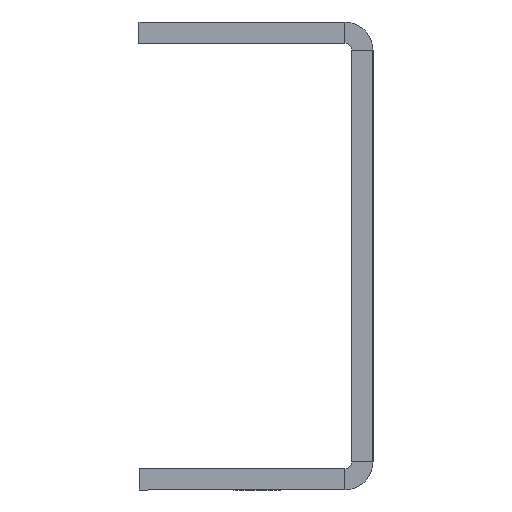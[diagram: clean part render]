
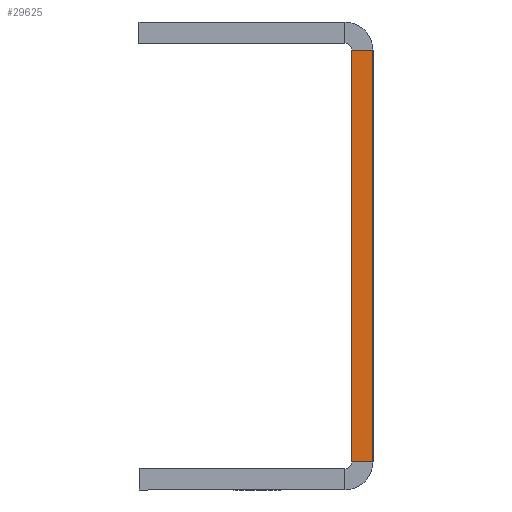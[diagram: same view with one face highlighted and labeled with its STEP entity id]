
A CAD part, left-side view. The second image highlights one B-rep face of the part: STEP entity #29625.
In plain terms, the highlighted planar face has unit normal (-1, 0, 0).
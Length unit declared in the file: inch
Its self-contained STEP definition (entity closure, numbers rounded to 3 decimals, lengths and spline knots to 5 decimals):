
#714 = LINE ( 'NONE', #33062, #26576 ) ;
#1081 = EDGE_CURVE ( 'NONE', #16471, #19460, #10165, .T. ) ;
#1115 = DIRECTION ( 'NONE',  ( 1., 0., 0. ) ) ;
#3442 = VERTEX_POINT ( 'NONE', #15573 ) ;
#3947 = EDGE_LOOP ( 'NONE', ( #27613, #24687, #30446, #14778 ) ) ;
#7334 = DIRECTION ( 'NONE',  ( 0., -1., 0. ) ) ;
#7622 = LINE ( 'NONE', #29020, #28143 ) ;
#8832 = CARTESIAN_POINT ( 'NONE',  ( -23.5, 0.09, -0.88 ) ) ;
#8996 = CARTESIAN_POINT ( 'NONE',  ( -23.5, 0.09, -0.88 ) ) ;
#9085 = DIRECTION ( 'NONE',  ( 0., 0., -1. ) ) ;
#9259 = PLANE ( 'NONE',  #19561 ) ;
#10165 = LINE ( 'NONE', #8996, #32221 ) ;
#14778 = ORIENTED_EDGE ( 'NONE', *, *, #19505, .F. ) ;
#15573 = CARTESIAN_POINT ( 'NONE',  ( -23.5, 0., 0.88 ) ) ;
#16471 = VERTEX_POINT ( 'NONE', #8832 ) ;
#16824 = DIRECTION ( 'NONE',  ( 0., -1., 0. ) ) ;
#17369 = FACE_OUTER_BOUND ( 'NONE', #3947, .T. ) ;
#19460 = VERTEX_POINT ( 'NONE', #34140 ) ;
#19505 = EDGE_CURVE ( 'NONE', #16471, #19777, #7622, .T. ) ;
#19561 = AXIS2_PLACEMENT_3D ( 'NONE', #30297, #1115, #9085 ) ;
#19777 = VERTEX_POINT ( 'NONE', #25120 ) ;
#21960 = VECTOR ( 'NONE', #16824, 39.37008 ) ;
#24455 = CARTESIAN_POINT ( 'NONE',  ( -23.5, 0.09, 0.88 ) ) ;
#24687 = ORIENTED_EDGE ( 'NONE', *, *, #33390, .T. ) ;
#24948 = DIRECTION ( 'NONE',  ( 0., 0., 1. ) ) ;
#25120 = CARTESIAN_POINT ( 'NONE',  ( -23.5, 0.09, 0.88 ) ) ;
#26021 = DIRECTION ( 'NONE',  ( 0., 0., 1. ) ) ;
#26576 = VECTOR ( 'NONE', #24948, 39.37008 ) ;
#27089 = LINE ( 'NONE', #24455, #21960 ) ;
#27613 = ORIENTED_EDGE ( 'NONE', *, *, #1081, .T. ) ;
#28143 = VECTOR ( 'NONE', #26021, 39.37008 ) ;
#29020 = CARTESIAN_POINT ( 'NONE',  ( -23.5, 0.09, 1. ) ) ;
#29625 = ADVANCED_FACE ( 'NONE', ( #17369 ), #9259, .F. ) ;
#30297 = CARTESIAN_POINT ( 'NONE',  ( -23.5, 0.09, 1. ) ) ;
#30446 = ORIENTED_EDGE ( 'NONE', *, *, #31291, .F. ) ;
#31291 = EDGE_CURVE ( 'NONE', #19777, #3442, #27089, .T. ) ;
#32221 = VECTOR ( 'NONE', #7334, 39.37008 ) ;
#33062 = CARTESIAN_POINT ( 'NONE',  ( -23.5, 0., 1. ) ) ;
#33390 = EDGE_CURVE ( 'NONE', #19460, #3442, #714, .T. ) ;
#34140 = CARTESIAN_POINT ( 'NONE',  ( -23.5, 0., -0.88 ) ) ;
